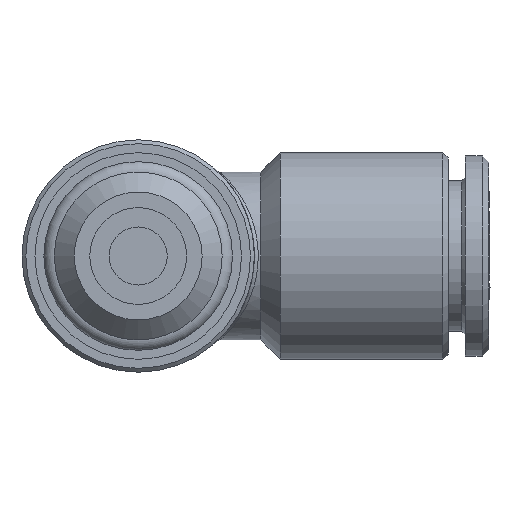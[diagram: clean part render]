
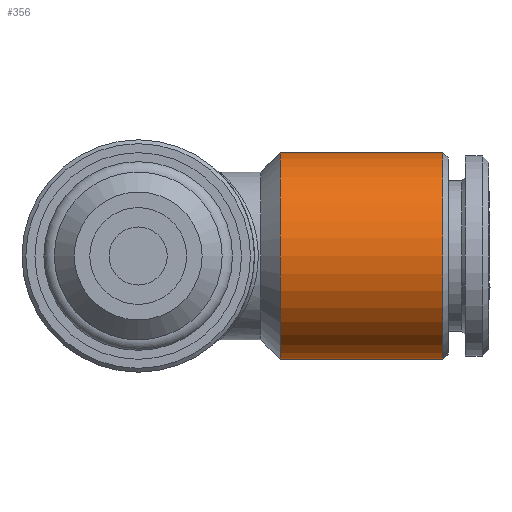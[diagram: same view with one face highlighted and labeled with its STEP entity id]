
A CAD part, front view. The second image highlights one B-rep face of the part: STEP entity #356.
In plain terms, the highlighted cylindrical face has radius 8 mm (diameter 16 mm), a full revolution.
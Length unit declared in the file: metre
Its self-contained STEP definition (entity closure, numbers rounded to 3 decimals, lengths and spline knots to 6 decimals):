
#356 = ADVANCED_FACE( 'NONE', ( #847, #848 ), #849, .T. );
#847 = FACE_OUTER_BOUND( '', #1995, .T. );
#848 = FACE_OUTER_BOUND( '', #1996, .T. );
#849 = CYLINDRICAL_SURFACE( '', #1997, 0.008 );
#1995 = EDGE_LOOP( '', ( #4143 ) );
#1996 = EDGE_LOOP( '', ( #4144 ) );
#1997 = AXIS2_PLACEMENT_3D( '', #4145, #4146, #4147 );
#4143 = ORIENTED_EDGE( '', *, *, #5524, .T. );
#4144 = ORIENTED_EDGE( '', *, *, #5525, .F. );
#4145 = CARTESIAN_POINT( '', ( -0.005577, 0.0177, 0. ) );
#4146 = DIRECTION( '', ( -1., 0., 0. ) );
#4147 = DIRECTION( '', ( 0., 0., 1. ) );
#5524 = EDGE_CURVE( 'NONE', #6303, #6303, #6304, .T. );
#5525 = EDGE_CURVE( 'NONE', #6305, #6305, #6306, .T. );
#6303 = VERTEX_POINT( '', #8002 );
#6304 = CIRCLE( '', #8003, 0.008 );
#6305 = VERTEX_POINT( '', #8004 );
#6306 = CIRCLE( '', #8005, 0.008 );
#8002 = CARTESIAN_POINT( '', ( 0.0236, 0.0177, 0.008 ) );
#8003 = AXIS2_PLACEMENT_3D( '', #10025, #10026, #10027 );
#8004 = CARTESIAN_POINT( '', ( 0.011, 0.0177, -0.008 ) );
#8005 = AXIS2_PLACEMENT_3D( '', #10028, #10029, #10030 );
#10025 = CARTESIAN_POINT( '', ( 0.0236, 0.0177, 0. ) );
#10026 = DIRECTION( '', ( -1., 0., 0. ) );
#10027 = DIRECTION( '', ( 0., 0., 1. ) );
#10028 = CARTESIAN_POINT( '', ( 0.011, 0.0177, 0. ) );
#10029 = DIRECTION( '', ( -1., 0., 0. ) );
#10030 = DIRECTION( '', ( 0., 0., -1. ) );
